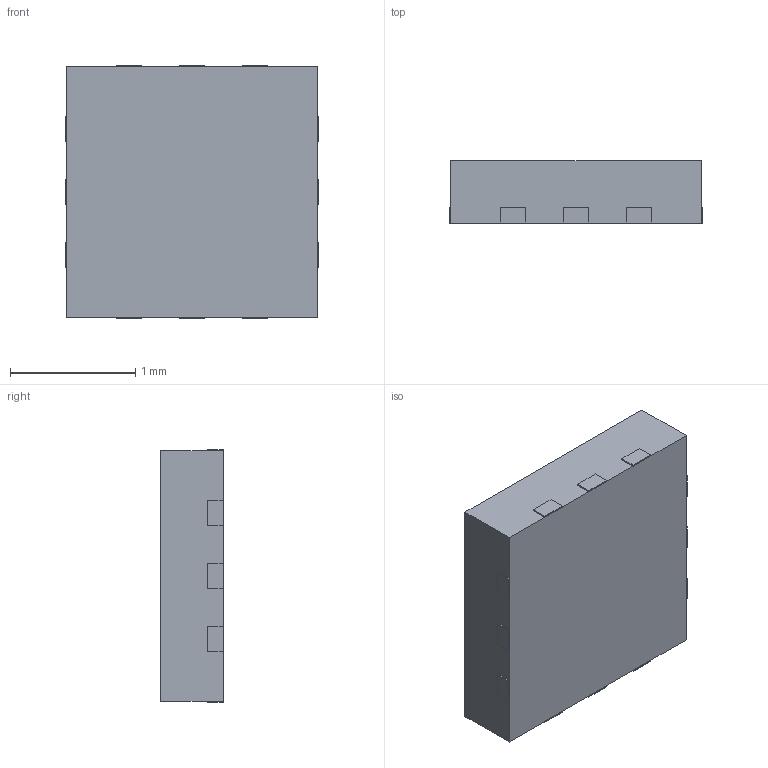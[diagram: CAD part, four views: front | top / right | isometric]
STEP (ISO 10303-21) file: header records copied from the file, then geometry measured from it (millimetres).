
FILE_DESCRIPTION(/* description */ (''),/* implementation_level */ '2;1');
FILE_NAME(/* name */ 'Renesas_QFN-12-1EP_2x2mm_P0.5mm_EP1.1x1.1mm.step',/* time_stamp */ '2022-07-17T14:21:32+01:00',/* author */ (''),/* organization */ (''),/* preprocessor_version */ 'ST-DEVELOPER v18.1',/* originating_system */ 'Autodesk Translation Framework v10.10.0.1391',/* authorisation */ '');
FILE_SCHEMA (('AUTOMOTIVE_DESIGN { 1 0 10303 214 3 1 1 }'));
Length unit declared in the file: millimetre
Products named in the file (1): Renesas_QFN-12-1EP_2x2mm_P0.5mm_EP1.1x1.1mm
Bounding box: 2.02 x 0.5 x 2.02 mm (x, y, z)
Volume: 2 mm3; surface area: 12.7 mm2
Topology: 13 solids, 13 shells, 80 faces, 159 edges, 106 vertices
Faces by surface type: plane 79, cylinder 1
Full cylindrical faces by diameter (mm): 0.3 x1
Entity records: 2068 total; most frequent: CARTESIAN_POINT 346, DIRECTION 323, ORIENTED_EDGE 318, EDGE_CURVE 159, LINE 157, VECTOR 157, VERTEX_POINT 106, AXIS2_PLACEMENT_3D 83
